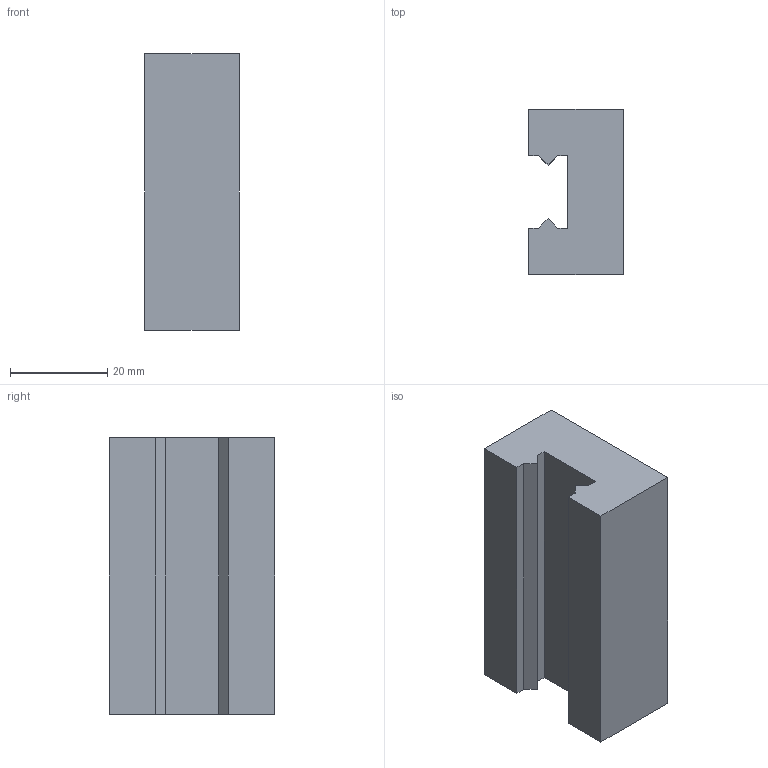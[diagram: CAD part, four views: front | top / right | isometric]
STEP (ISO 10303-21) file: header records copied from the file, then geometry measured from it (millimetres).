
FILE_DESCRIPTION(/* description */ (''),/* implementation_level */ '2;1');
FILE_NAME(/* name */ 'dge_25a_tb_eg_100_lf_04.stp',/* time_stamp */ '2025-01-31T12:09:39-05:00',/* author */ ('sara_'),/* organization */ ('TraceParts S.A.'),/* preprocessor_version */ 'ST-DEVELOPER v19.2',/* originating_system */ 'Autodesk Inventor 2024',/* authorisation */ '');
FILE_SCHEMA (('AUTOMOTIVE_DESIGN { 1 0 10303 214 3 1 1 }'));
Length unit declared in the file: millimetre
Products named in the file (1): dge_25a_tb_eg_100_lf_04
Bounding box: 19.5 x 34 x 57 mm (x, y, z)
Volume: 31122 mm3; surface area: 8639.3 mm2
Topology: 1 solids, 1 shells, 32 faces, 82 edges, 48 vertices
Faces by surface type: plane 16, cylinder 8, cone 8
Entity records: 945 total; most frequent: DIRECTION 156, CARTESIAN_POINT 155, ORIENTED_EDGE 148, EDGE_CURVE 74, LINE 58, VECTOR 58, AXIS2_PLACEMENT_3D 49, VERTEX_POINT 48
